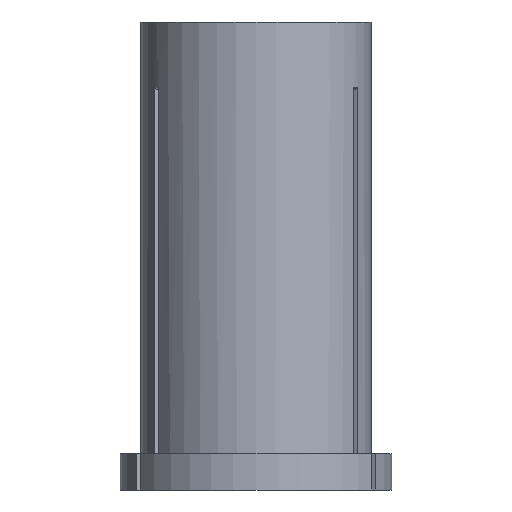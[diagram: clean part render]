
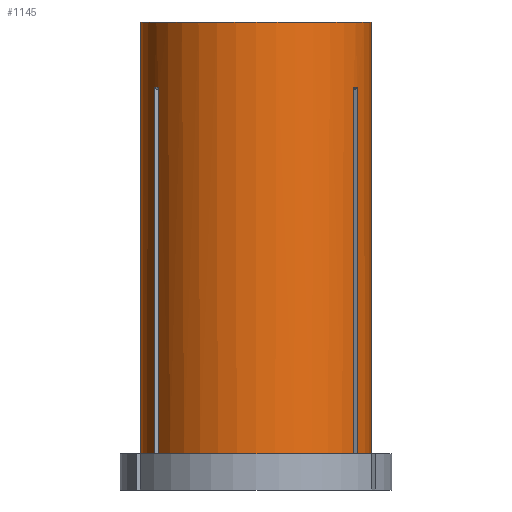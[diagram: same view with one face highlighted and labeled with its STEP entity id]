
A CAD part, front view. The second image highlights one B-rep face of the part: STEP entity #1145.
In plain terms, the highlighted cylindrical face has radius 15.875 mm (diameter 31.75 mm), a partial arc.
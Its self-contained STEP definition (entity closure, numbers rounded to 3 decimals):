
#23 = EDGE_CURVE ( 'NONE', #1070, #883, #761, .T. ) ;
#38 = EDGE_CURVE ( 'NONE', #951, #697, #1188, .T. ) ;
#39 = CARTESIAN_POINT ( 'NONE',  ( -13.491, -8.367, -9.006 ) ) ;
#41 = CARTESIAN_POINT ( 'NONE',  ( 0., 0., -59.6 ) ) ;
#57 = CARTESIAN_POINT ( 'NONE',  ( 13.991, -7.501, 0. ) ) ;
#74 = AXIS2_PLACEMENT_3D ( 'NONE', #210, #1352, #1018 ) ;
#77 = CARTESIAN_POINT ( 'NONE',  ( 13.991, -7.501, -9.006 ) ) ;
#84 = CARTESIAN_POINT ( 'NONE',  ( -13.491, -8.367, 0. ) ) ;
#90 = DIRECTION ( 'NONE',  ( 0., 0., 1. ) ) ;
#100 = EDGE_CURVE ( 'NONE', #853, #697, #700, .T. ) ;
#111 = LINE ( 'NONE', #488, #862 ) ;
#139 = DIRECTION ( 'NONE',  ( 0., 0., 1. ) ) ;
#143 = CARTESIAN_POINT ( 'NONE',  ( -13.831, -7.794, -9. ) ) ;
#167 = ORIENTED_EDGE ( 'NONE', *, *, #970, .T. ) ;
#172 = AXIS2_PLACEMENT_3D ( 'NONE', #575, #1325, #185 ) ;
#180 = VERTEX_POINT ( 'NONE', #1094 ) ;
#184 = ORIENTED_EDGE ( 'NONE', *, *, #353, .T. ) ;
#185 = DIRECTION ( 'NONE',  ( 1., 0., 0. ) ) ;
#186 = CARTESIAN_POINT ( 'NONE',  ( 13.913, -7.647, -9.002 ) ) ;
#198 = VECTOR ( 'NONE', #1311, 1000. ) ;
#199 = LINE ( 'NONE', #57, #569 ) ;
#200 = CARTESIAN_POINT ( 'NONE',  ( -13.991, -7.501, 0. ) ) ;
#208 = EDGE_CURVE ( 'NONE', #557, #982, #526, .T. ) ;
#210 = CARTESIAN_POINT ( 'NONE',  ( 0., 0., 0. ) ) ;
#215 = VECTOR ( 'NONE', #90, 1000. ) ;
#234 = CYLINDRICAL_SURFACE ( 'NONE', #74, 15.875 ) ;
#239 = VERTEX_POINT ( 'NONE', #270 ) ;
#252 = CARTESIAN_POINT ( 'NONE',  ( -13.991, -7.501, -9.006 ) ) ;
#258 = DIRECTION ( 'NONE',  ( 1., 0., 0. ) ) ;
#268 = ORIENTED_EDGE ( 'NONE', *, *, #208, .T. ) ;
#270 = CARTESIAN_POINT ( 'NONE',  ( -13.491, -8.367, -59.6 ) ) ;
#292 = DIRECTION ( 'NONE',  ( 0., 0., 1. ) ) ;
#293 = ORIENTED_EDGE ( 'NONE', *, *, #1152, .T. ) ;
#296 = EDGE_CURVE ( 'NONE', #557, #951, #111, .T. ) ;
#305 = VECTOR ( 'NONE', #292, 1000. ) ;
#314 = CARTESIAN_POINT ( 'NONE',  ( 13.491, -8.367, -9.006 ) ) ;
#336 = CARTESIAN_POINT ( 'NONE',  ( -13.579, -8.226, -9.002 ) ) ;
#353 = EDGE_CURVE ( 'NONE', #982, #1070, #779, .T. ) ;
#363 = CARTESIAN_POINT ( 'NONE',  ( 15.875, 0., 0. ) ) ;
#368 = CARTESIAN_POINT ( 'NONE',  ( 13.491, -8.367, -9.006 ) ) ;
#382 = CIRCLE ( 'NONE', #172, 15.875 ) ;
#397 = CARTESIAN_POINT ( 'NONE',  ( -13.991, -7.501, -9.006 ) ) ;
#444 = ORIENTED_EDGE ( 'NONE', *, *, #23, .T. ) ;
#457 = CARTESIAN_POINT ( 'NONE',  ( -13.491, -8.367, -9.006 ) ) ;
#483 = VERTEX_POINT ( 'NONE', #1124 ) ;
#488 = CARTESIAN_POINT ( 'NONE',  ( -15.875, 0., 0. ) ) ;
#515 = ORIENTED_EDGE ( 'NONE', *, *, #1127, .F. ) ;
#526 = CIRCLE ( 'NONE', #870, 15.875 ) ;
#539 = VERTEX_POINT ( 'NONE', #314 ) ;
#557 = VERTEX_POINT ( 'NONE', #1037 ) ;
#560 = DIRECTION ( 'NONE',  ( 1., 0., 0. ) ) ;
#569 = VECTOR ( 'NONE', #996, 1000. ) ;
#575 = CARTESIAN_POINT ( 'NONE',  ( 0., 0., -59.6 ) ) ;
#578 = DIRECTION ( 'NONE',  ( 0., 0., 1. ) ) ;
#607 = DIRECTION ( 'NONE',  ( 0., 0., 1. ) ) ;
#611 = CARTESIAN_POINT ( 'NONE',  ( 13.991, -7.501, -9.006 ) ) ;
#613 = VECTOR ( 'NONE', #607, 1000. ) ;
#629 = VERTEX_POINT ( 'NONE', #611 ) ;
#637 = DIRECTION ( 'NONE',  ( 0., 0., 1. ) ) ;
#673 = CARTESIAN_POINT ( 'NONE',  ( 0., 0., -59.6 ) ) ;
#697 = VERTEX_POINT ( 'NONE', #1281 ) ;
#700 = LINE ( 'NONE', #363, #198 ) ;
#705 = ORIENTED_EDGE ( 'NONE', *, *, #38, .F. ) ;
#713 = CARTESIAN_POINT ( 'NONE',  ( 13.491, -8.367, 0. ) ) ;
#761 = B_SPLINE_CURVE_WITH_KNOTS ( 'NONE', 3,
 ( #252, #1284, #143, #1174, #336, #39 ),
 .UNSPECIFIED., .F., .F.,
 ( 4, 2, 4 ),
 ( 0.089, 0.09, 0.09 ),
 .UNSPECIFIED. ) ;
#775 = DIRECTION ( 'NONE',  ( 0., 0., 1. ) ) ;
#779 = LINE ( 'NONE', #200, #305 ) ;
#787 = CARTESIAN_POINT ( 'NONE',  ( -13.991, -7.501, -59.6 ) ) ;
#816 = ORIENTED_EDGE ( 'NONE', *, *, #296, .F. ) ;
#821 = LINE ( 'NONE', #84, #215 ) ;
#833 = EDGE_CURVE ( 'NONE', #239, #180, #1242, .T. ) ;
#853 = VERTEX_POINT ( 'NONE', #1315 ) ;
#862 = VECTOR ( 'NONE', #578, 1000. ) ;
#870 = AXIS2_PLACEMENT_3D ( 'NONE', #673, #775, #258 ) ;
#880 = EDGE_LOOP ( 'NONE', ( #816, #268, #184, #444, #515, #1283, #293, #1273, #1026, #167, #1266, #705 ) ) ;
#883 = VERTEX_POINT ( 'NONE', #457 ) ;
#951 = VERTEX_POINT ( 'NONE', #1293 ) ;
#970 = EDGE_CURVE ( 'NONE', #483, #853, #382, .T. ) ;
#982 = VERTEX_POINT ( 'NONE', #787 ) ;
#996 = DIRECTION ( 'NONE',  ( 0., 0., 1. ) ) ;
#1012 = LINE ( 'NONE', #713, #613 ) ;
#1018 = DIRECTION ( 'NONE',  ( 1., 0., 0. ) ) ;
#1026 = ORIENTED_EDGE ( 'NONE', *, *, #1041, .F. ) ;
#1033 = FACE_OUTER_BOUND ( 'NONE', #880, .T. ) ;
#1037 = CARTESIAN_POINT ( 'NONE',  ( -15.875, 0., -59.6 ) ) ;
#1041 = EDGE_CURVE ( 'NONE', #483, #629, #199, .T. ) ;
#1070 = VERTEX_POINT ( 'NONE', #397 ) ;
#1074 = B_SPLINE_CURVE_WITH_KNOTS ( 'NONE', 3,
 ( #368, #1097, #1112, #186, #77 ),
 .UNSPECIFIED., .F., .F.,
 ( 4, 1, 4 ),
 ( 0.098, 0.098, 0.099 ),
 .UNSPECIFIED. ) ;
#1094 = CARTESIAN_POINT ( 'NONE',  ( 13.491, -8.367, -59.6 ) ) ;
#1097 = CARTESIAN_POINT ( 'NONE',  ( 13.58, -8.224, -9.002 ) ) ;
#1112 = CARTESIAN_POINT ( 'NONE',  ( 13.751, -7.938, -8.998 ) ) ;
#1124 = CARTESIAN_POINT ( 'NONE',  ( 13.991, -7.501, -59.6 ) ) ;
#1127 = EDGE_CURVE ( 'NONE', #239, #883, #821, .T. ) ;
#1145 = ADVANCED_FACE ( 'NONE', ( #1033 ), #234, .T. ) ;
#1152 = EDGE_CURVE ( 'NONE', #180, #539, #1012, .T. ) ;
#1163 = AXIS2_PLACEMENT_3D ( 'NONE', #41, #139, #560 ) ;
#1172 = AXIS2_PLACEMENT_3D ( 'NONE', #1279, #637, #1290 ) ;
#1174 = CARTESIAN_POINT ( 'NONE',  ( -13.664, -8.083, -9. ) ) ;
#1188 = CIRCLE ( 'NONE', #1172, 15.875 ) ;
#1241 = EDGE_CURVE ( 'NONE', #539, #629, #1074, .T. ) ;
#1242 = CIRCLE ( 'NONE', #1163, 15.875 ) ;
#1266 = ORIENTED_EDGE ( 'NONE', *, *, #100, .T. ) ;
#1273 = ORIENTED_EDGE ( 'NONE', *, *, #1241, .T. ) ;
#1279 = CARTESIAN_POINT ( 'NONE',  ( 0., 0., 0. ) ) ;
#1281 = CARTESIAN_POINT ( 'NONE',  ( 15.875, 0., 0. ) ) ;
#1283 = ORIENTED_EDGE ( 'NONE', *, *, #833, .T. ) ;
#1284 = CARTESIAN_POINT ( 'NONE',  ( -13.912, -7.648, -9.002 ) ) ;
#1290 = DIRECTION ( 'NONE',  ( 1., 0., 0. ) ) ;
#1293 = CARTESIAN_POINT ( 'NONE',  ( -15.875, 0., 0. ) ) ;
#1311 = DIRECTION ( 'NONE',  ( 0., 0., 1. ) ) ;
#1315 = CARTESIAN_POINT ( 'NONE',  ( 15.875, 0., -59.6 ) ) ;
#1325 = DIRECTION ( 'NONE',  ( 0., 0., 1. ) ) ;
#1352 = DIRECTION ( 'NONE',  ( 0., 0., 1. ) ) ;
